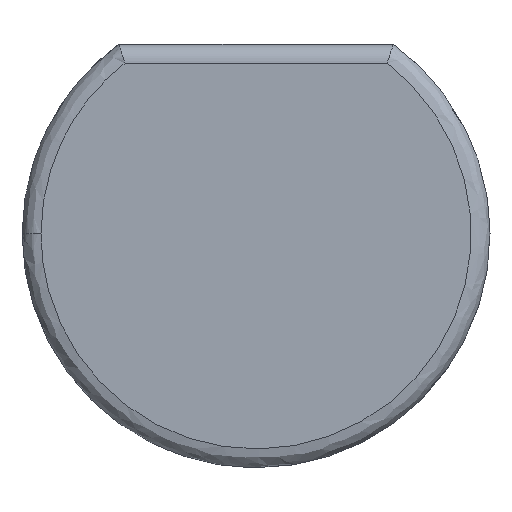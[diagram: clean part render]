
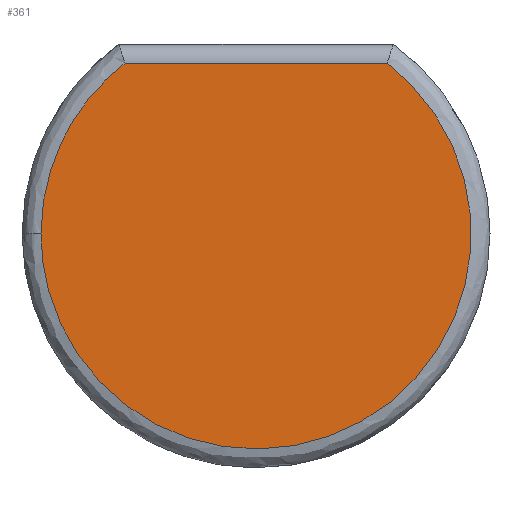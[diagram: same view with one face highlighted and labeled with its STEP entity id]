
A CAD part, front view. The second image highlights one B-rep face of the part: STEP entity #361.
In plain terms, the highlighted planar face has unit normal (0, -1, 0).
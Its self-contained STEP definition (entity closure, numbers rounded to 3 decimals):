
#20=PLANE('',#393);
#48=FACE_OUTER_BOUND('',#69,.T.);
#69=EDGE_LOOP('',(#296,#297,#298));
#103=B_SPLINE_CURVE_WITH_KNOTS('',3,(#1224,#1225,#1226,#1227,#1228,#1229,
#1230,#1231,#1232,#1233),.UNSPECIFIED.,.F.,.F.,(4,1,1,1,1,1,1,4),(0.594,
1.223,1.886,2.548,3.211,3.873,
4.536,5.198),.UNSPECIFIED.);
#106=B_SPLINE_CURVE_WITH_KNOTS('',3,(#1323,#1324,#1325,#1326,#1327),
 .UNSPECIFIED.,.F.,.F.,(4,1,4),(0.,0.46,1.039),
 .UNSPECIFIED.);
#112=LINE('',#1386,#133);
#133=VECTOR('',#425,10.);
#176=VERTEX_POINT('',#1222);
#177=VERTEX_POINT('',#1223);
#179=VERTEX_POINT('',#1322);
#217=EDGE_CURVE('',#176,#177,#103,.T.);
#221=EDGE_CURVE('',#177,#179,#106,.T.);
#224=EDGE_CURVE('',#179,#176,#112,.T.);
#296=ORIENTED_EDGE('',*,*,#217,.F.);
#297=ORIENTED_EDGE('',*,*,#224,.F.);
#298=ORIENTED_EDGE('',*,*,#221,.F.);
#361=ADVANCED_FACE('',(#48),#20,.F.);
#393=AXIS2_PLACEMENT_3D('',#1388,#427,#428);
#425=DIRECTION('',(1.,0.,0.));
#427=DIRECTION('center_axis',(0.,1.,0.));
#428=DIRECTION('ref_axis',(0.,0.,1.));
#1222=CARTESIAN_POINT('',(6.915,-35.,9.));
#1223=CARTESIAN_POINT('',(-11.35,-35.,0.));
#1224=CARTESIAN_POINT('Ctrl Pts',(6.915,-35.,9.));
#1225=CARTESIAN_POINT('Ctrl Pts',(8.578,-35.,7.72));
#1226=CARTESIAN_POINT('Ctrl Pts',(11.25,-35.,4.129));
#1227=CARTESIAN_POINT('Ctrl Pts',(11.716,-35.,-2.654));
#1228=CARTESIAN_POINT('Ctrl Pts',(8.316,-35.,-8.675));
#1229=CARTESIAN_POINT('Ctrl Pts',(2.156,-35.,-11.817));
#1230=CARTESIAN_POINT('Ctrl Pts',(-4.716,-35.,-11.054));
#1231=CARTESIAN_POINT('Ctrl Pts',(-10.024,-35.,-6.62));
#1232=CARTESIAN_POINT('Ctrl Pts',(-11.35,-35.,-2.208));
#1233=CARTESIAN_POINT('Ctrl Pts',(-11.35,-35.,0.));
#1322=CARTESIAN_POINT('',(-6.915,-35.,9.));
#1323=CARTESIAN_POINT('Ctrl Pts',(-11.35,-35.,0.));
#1324=CARTESIAN_POINT('Ctrl Pts',(-11.35,-35.,1.532));
#1325=CARTESIAN_POINT('Ctrl Pts',(-10.64,-35.,4.997));
#1326=CARTESIAN_POINT('Ctrl Pts',(-8.446,-35.,7.822));
#1327=CARTESIAN_POINT('Ctrl Pts',(-6.915,-35.,9.));
#1386=CARTESIAN_POINT('',(0.05,-35.,9.));
#1388=CARTESIAN_POINT('Origin',(0.,-35.,0.));
